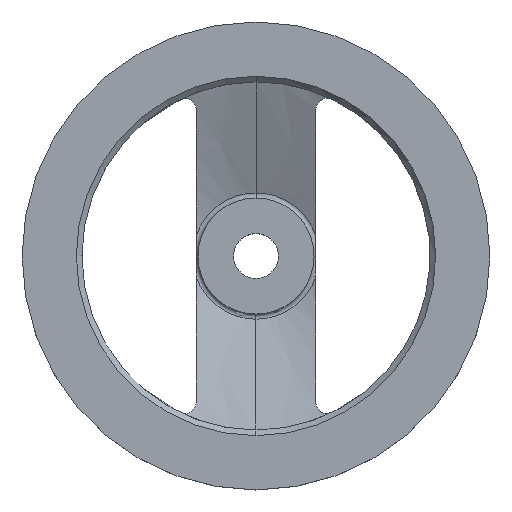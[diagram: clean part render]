
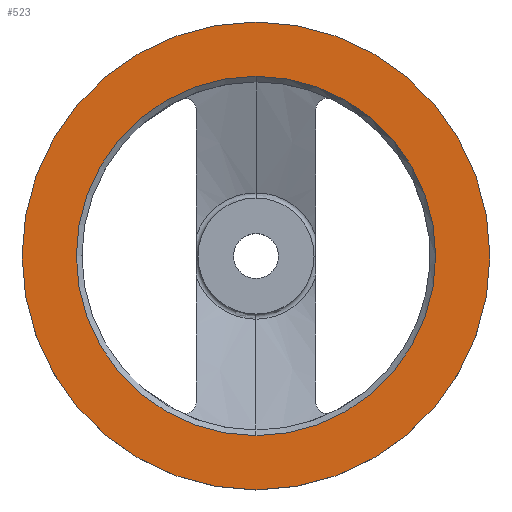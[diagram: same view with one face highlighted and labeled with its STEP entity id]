
A CAD part, top view. The second image highlights one B-rep face of the part: STEP entity #523.
In plain terms, the highlighted planar face has unit normal (0, 0, 1).
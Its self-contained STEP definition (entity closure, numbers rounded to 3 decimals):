
#223=VERTEX_POINT('',#617);
#227=VERTEX_POINT('',#621);
#235=EDGE_CURVE('',#223,#227,#629,.T.);
#289=EDGE_CURVE('',#227,#223,#688,.T.);
#399=VERTEX_POINT('',#812);
#455=EDGE_CURVE('',#399,#503,#875,.T.);
#503=VERTEX_POINT('',#926);
#507=EDGE_CURVE('',#503,#399,#931,.T.);
#523=ADVANCED_FACE('',(#950,#951),#952,.T.);
#617=CARTESIAN_POINT('',(0.,48.,33.));
#621=CARTESIAN_POINT('',(0.,-48.,33.));
#629=CIRCLE('',#1062,48.);
#688=CIRCLE('',#1213,48.);
#812=CARTESIAN_POINT('',(0.,-62.5,33.));
#875=CIRCLE('',#1652,62.5);
#926=CARTESIAN_POINT('',(0.,62.5,33.));
#931=CIRCLE('',#1733,62.5);
#950=FACE_BOUND('',#1754,.T.);
#951=FACE_OUTER_BOUND('',#1755,.T.);
#952=PLANE('',#1756);
#1062=AXIS2_PLACEMENT_3D('',#1890,#1891,#1892);
#1213=AXIS2_PLACEMENT_3D('',#1960,#1961,#1962);
#1652=AXIS2_PLACEMENT_3D('',#2193,#2194,#2195);
#1733=AXIS2_PLACEMENT_3D('',#2254,#2255,#2256);
#1754=EDGE_LOOP('',(#2275,#2276));
#1755=EDGE_LOOP('',(#2277,#2278));
#1756=AXIS2_PLACEMENT_3D('',#2279,#2280,#2281);
#1890=CARTESIAN_POINT('',(0.,0.,33.));
#1891=DIRECTION('',(0.,0.,1.0));
#1892=DIRECTION('',(0.,1.0,0.));
#1960=CARTESIAN_POINT('',(0.,0.,33.));
#1961=DIRECTION('',(0.,0.,1.0));
#1962=DIRECTION('',(0.,1.0,0.));
#2193=CARTESIAN_POINT('',(0.,0.,33.));
#2194=DIRECTION('',(0.,0.,1.0));
#2195=DIRECTION('',(0.,1.0,0.));
#2254=CARTESIAN_POINT('',(0.,0.,33.));
#2255=DIRECTION('',(0.,0.,1.0));
#2256=DIRECTION('',(0.,1.0,0.));
#2275=ORIENTED_EDGE('',*,*,#235,.F.);
#2276=ORIENTED_EDGE('',*,*,#289,.F.);
#2277=ORIENTED_EDGE('',*,*,#507,.T.);
#2278=ORIENTED_EDGE('',*,*,#455,.T.);
#2279=CARTESIAN_POINT('',(0.,55.25,33.));
#2280=DIRECTION('',(0.,0.,1.0));
#2281=DIRECTION('',(0.,1.0,0.0));
